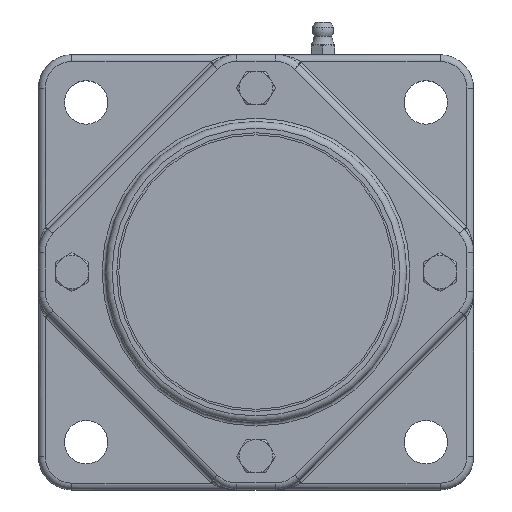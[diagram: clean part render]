
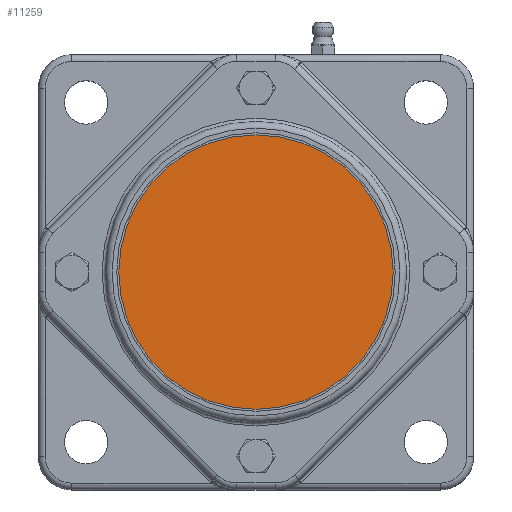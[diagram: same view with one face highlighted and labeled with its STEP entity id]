
A CAD part, top view. The second image highlights one B-rep face of the part: STEP entity #11259.
In plain terms, the highlighted planar face has unit normal (0, 0, 1).
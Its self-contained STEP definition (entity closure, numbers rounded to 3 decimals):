
#1116=PLANE('',#11991);
#1473=FACE_OUTER_BOUND('',#2150,.T.);
#2150=EDGE_LOOP('',(#7740));
#4195=CIRCLE('',#11989,41.);
#4946=VERTEX_POINT('',#16925);
#6036=EDGE_CURVE('',#4946,#4946,#4195,.T.);
#7740=ORIENTED_EDGE('',*,*,#6036,.F.);
#11259=ADVANCED_FACE('',(#1473),#1116,.T.);
#11989=AXIS2_PLACEMENT_3D('',#16926,#13448,#13449);
#11991=AXIS2_PLACEMENT_3D('',#16930,#13453,#13454);
#13448=DIRECTION('center_axis',(0.,0.,-1.));
#13449=DIRECTION('ref_axis',(-1.,0.,0.));
#13453=DIRECTION('center_axis',(0.,0.,1.));
#13454=DIRECTION('ref_axis',(-1.,0.,0.));
#16925=CARTESIAN_POINT('',(-97.087,-2.682,15.986));
#16926=CARTESIAN_POINT('Origin',(-138.087,-2.682,15.986));
#16930=CARTESIAN_POINT('Origin',(-138.087,-2.682,15.986));
